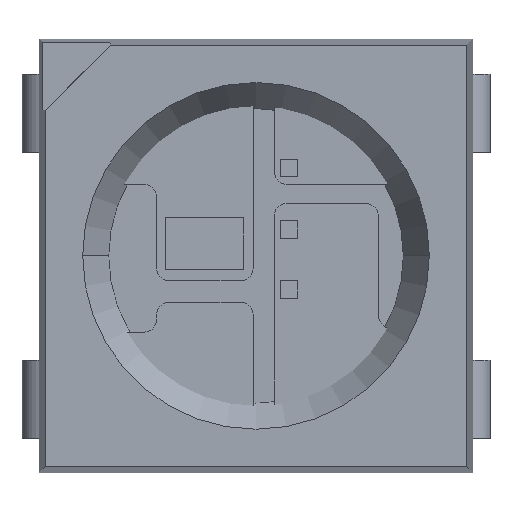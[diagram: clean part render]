
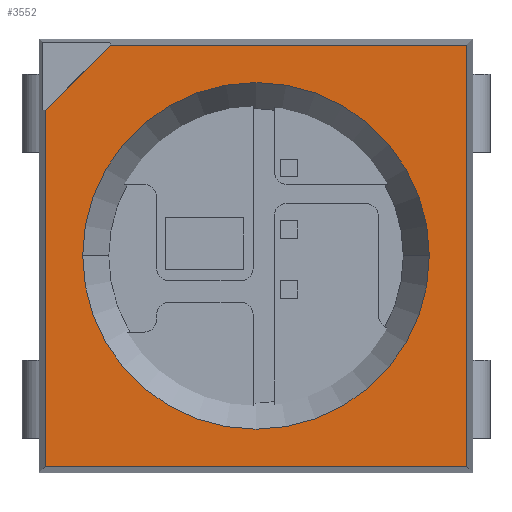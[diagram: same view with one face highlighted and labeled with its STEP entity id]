
A CAD part, top view. The second image highlights one B-rep face of the part: STEP entity #3552.
In plain terms, the highlighted planar face has unit normal (0, 0, 1).
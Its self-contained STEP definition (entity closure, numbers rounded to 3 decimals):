
#258 = CARTESIAN_POINT ( 'NONE',  ( 2.43, -2.5, 0.8 ) ) ;
#276 = VECTOR ( 'NONE', #966, 1000. ) ;
#377 = DIRECTION ( 'NONE',  ( 1., 0., 0. ) ) ;
#432 = EDGE_CURVE ( 'NONE', #2409, #4783, #1896, .T. ) ;
#524 = CARTESIAN_POINT ( 'NONE',  ( 2.5, -2.43, 0.8 ) ) ;
#655 = VECTOR ( 'NONE', #2487, 1000. ) ;
#811 = EDGE_CURVE ( 'NONE', #3561, #1076, #4219, .T. ) ;
#836 = VERTEX_POINT ( 'NONE', #4466 ) ;
#903 = DIRECTION ( 'NONE',  ( 0.707, 0.707, 0. ) ) ;
#966 = DIRECTION ( 'NONE',  ( 0., -1., 0. ) ) ;
#993 = CARTESIAN_POINT ( 'NONE',  ( 2., 0., 0.8 ) ) ;
#998 = EDGE_CURVE ( 'NONE', #1955, #2409, #6717, .T. ) ;
#1023 = DIRECTION ( 'NONE',  ( 1., 0., 0. ) ) ;
#1025 = CARTESIAN_POINT ( 'NONE',  ( -2.43, -2.43, 0.8 ) ) ;
#1076 = VERTEX_POINT ( 'NONE', #993 ) ;
#1256 = ORIENTED_EDGE ( 'NONE', *, *, #6551, .F. ) ;
#1402 = CARTESIAN_POINT ( 'NONE',  ( -1.68, 2.43, 0.8 ) ) ;
#1680 = ORIENTED_EDGE ( 'NONE', *, *, #432, .T. ) ;
#1896 = LINE ( 'NONE', #3519, #655 ) ;
#1950 = DIRECTION ( 'NONE',  ( 0., 1., 0. ) ) ;
#1955 = VERTEX_POINT ( 'NONE', #4626 ) ;
#1968 = LINE ( 'NONE', #1402, #5219 ) ;
#1992 = EDGE_CURVE ( 'NONE', #2898, #1955, #4528, .T. ) ;
#2011 = ORIENTED_EDGE ( 'NONE', *, *, #1992, .T. ) ;
#2122 = CARTESIAN_POINT ( 'NONE',  ( -2., 0., 0.8 ) ) ;
#2154 = DIRECTION ( 'NONE',  ( 1., 0., 0. ) ) ;
#2377 = FACE_BOUND ( 'NONE', #4771, .T. ) ;
#2409 = VERTEX_POINT ( 'NONE', #6458 ) ;
#2487 = DIRECTION ( 'NONE',  ( -1., 0., 0. ) ) ;
#2898 = VERTEX_POINT ( 'NONE', #1025 ) ;
#3082 = ORIENTED_EDGE ( 'NONE', *, *, #4202, .T. ) ;
#3505 = EDGE_CURVE ( 'NONE', #1076, #3561, #6016, .T. ) ;
#3512 = EDGE_LOOP ( 'NONE', ( #1256, #3082, #2011, #6596, #1680 ) ) ;
#3519 = CARTESIAN_POINT ( 'NONE',  ( 2.5, 2.43, 0.8 ) ) ;
#3552 = ADVANCED_FACE ( 'NONE', ( #2377, #4513 ), #3977, .T. ) ;
#3561 = VERTEX_POINT ( 'NONE', #2122 ) ;
#3566 = AXIS2_PLACEMENT_3D ( 'NONE', #5608, #5681, #377 ) ;
#3632 = ORIENTED_EDGE ( 'NONE', *, *, #811, .T. ) ;
#3732 = CARTESIAN_POINT ( 'NONE',  ( 0., 0., 0.8 ) ) ;
#3977 = PLANE ( 'NONE',  #6243 ) ;
#4103 = AXIS2_PLACEMENT_3D ( 'NONE', #5236, #4824, #2154 ) ;
#4156 = CARTESIAN_POINT ( 'NONE',  ( -2.43, -2.5, 0.8 ) ) ;
#4192 = DIRECTION ( 'NONE',  ( 0., 0., 1. ) ) ;
#4202 = EDGE_CURVE ( 'NONE', #836, #2898, #4254, .T. ) ;
#4219 = CIRCLE ( 'NONE', #4103, 2. ) ;
#4254 = LINE ( 'NONE', #4156, #276 ) ;
#4466 = CARTESIAN_POINT ( 'NONE',  ( -2.43, 1.68, 0.8 ) ) ;
#4513 = FACE_OUTER_BOUND ( 'NONE', #3512, .T. ) ;
#4528 = LINE ( 'NONE', #524, #6769 ) ;
#4626 = CARTESIAN_POINT ( 'NONE',  ( 2.43, -2.43, 0.8 ) ) ;
#4771 = EDGE_LOOP ( 'NONE', ( #4880, #3632 ) ) ;
#4783 = VERTEX_POINT ( 'NONE', #6753 ) ;
#4824 = DIRECTION ( 'NONE',  ( 0., 0., -1. ) ) ;
#4880 = ORIENTED_EDGE ( 'NONE', *, *, #3505, .T. ) ;
#5219 = VECTOR ( 'NONE', #903, 1000. ) ;
#5236 = CARTESIAN_POINT ( 'NONE',  ( 0., 0., 0.8 ) ) ;
#5608 = CARTESIAN_POINT ( 'NONE',  ( 0., 0., 0.8 ) ) ;
#5681 = DIRECTION ( 'NONE',  ( 0., 0., -1. ) ) ;
#6016 = CIRCLE ( 'NONE', #3566, 2. ) ;
#6243 = AXIS2_PLACEMENT_3D ( 'NONE', #3732, #4192, #6380 ) ;
#6380 = DIRECTION ( 'NONE',  ( 1., 0., 0. ) ) ;
#6444 = VECTOR ( 'NONE', #1950, 1000. ) ;
#6458 = CARTESIAN_POINT ( 'NONE',  ( 2.43, 2.43, 0.8 ) ) ;
#6551 = EDGE_CURVE ( 'NONE', #836, #4783, #1968, .T. ) ;
#6596 = ORIENTED_EDGE ( 'NONE', *, *, #998, .T. ) ;
#6717 = LINE ( 'NONE', #258, #6444 ) ;
#6753 = CARTESIAN_POINT ( 'NONE',  ( -1.68, 2.43, 0.8 ) ) ;
#6769 = VECTOR ( 'NONE', #1023, 1000. ) ;
